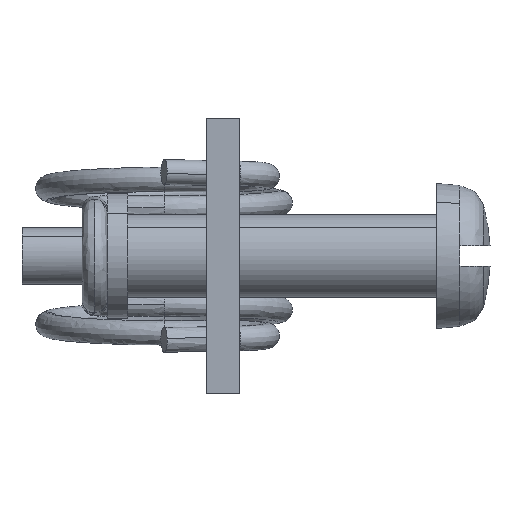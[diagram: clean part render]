
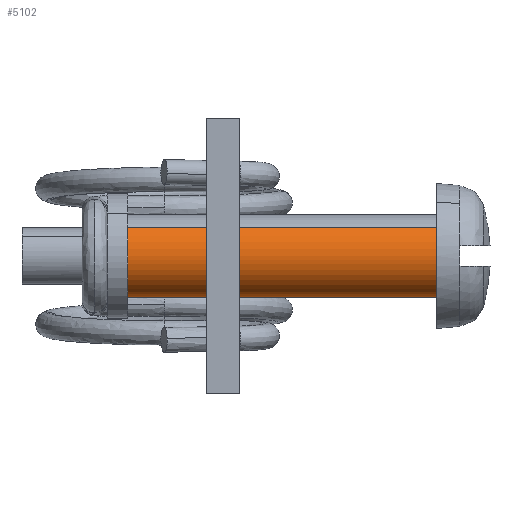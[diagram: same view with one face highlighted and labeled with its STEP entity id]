
A CAD part, top view. The second image highlights one B-rep face of the part: STEP entity #5102.
In plain terms, the highlighted free-form (B-spline) face has degree [2, 1] with [5, 2] control points.
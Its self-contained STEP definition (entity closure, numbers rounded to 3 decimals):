
#4901=CARTESIAN_POINT('',(-14.9,-1.377,-1.451));
#4902=VERTEX_POINT('',#4901);
#4913=CARTESIAN_POINT('',(-14.9,-2.,0.));
#4914=VERTEX_POINT('',#4913);
#4915=CARTESIAN_POINT('',(-14.9,-1.377,-1.451));
#4916=CARTESIAN_POINT('',(-14.9,-1.499,-1.334));
#4917=CARTESIAN_POINT('',(-14.9,-1.666,-1.13));
#4918=CARTESIAN_POINT('',(-14.9,-1.849,-0.785));
#4919=CARTESIAN_POINT('',(-14.9,-1.968,-0.431));
#4920=CARTESIAN_POINT('',(-14.9,-2.,-0.152));
#4921=CARTESIAN_POINT('',(-14.9,-2.,0.));
#4922=B_SPLINE_CURVE_WITH_KNOTS('',3,(#4915,#4916,#4917,#4918,#4919,#4920,#4921),.UNSPECIFIED.,.F.,.U.,(4,1,1,1,4),(0.,0.507,0.786,1.167,1.623),.UNSPECIFIED.);
#4923=EDGE_CURVE('',#4902,#4914,#4922,.T.);
#4925=CARTESIAN_POINT('',(-14.9,0.0,2.0));
#4926=VERTEX_POINT('',#4925);
#4927=CARTESIAN_POINT('',(-14.9,-2.,0.));
#4928=CARTESIAN_POINT('',(-14.9,-2.,0.213));
#4929=CARTESIAN_POINT('',(-14.9,-1.938,0.597));
#4930=CARTESIAN_POINT('',(-14.9,-1.706,1.08));
#4931=CARTESIAN_POINT('',(-14.9,-1.445,1.399));
#4932=CARTESIAN_POINT('',(-14.9,-1.189,1.617));
#4933=CARTESIAN_POINT('',(-14.9,-0.905,1.797));
#4934=CARTESIAN_POINT('',(-14.9,-0.507,1.956));
#4935=CARTESIAN_POINT('',(-14.9,-0.18,2.));
#4936=CARTESIAN_POINT('',(-14.9,0.0,2.0));
#4937=B_SPLINE_CURVE_WITH_KNOTS('',3,(#4927,#4928,#4929,#4930,#4931,#4932,#4933,#4934,#4935,#4936),.UNSPECIFIED.,.F.,.U.,(4,1,1,1,1,1,1,4),(0.,0.638,1.154,1.595,1.865,2.16,2.602,3.142),.UNSPECIFIED.);
#4938=EDGE_CURVE('',#4914,#4926,#4937,.T.);
#4940=CARTESIAN_POINT('',(-14.9,1.377,1.451));
#4941=VERTEX_POINT('',#4940);
#4942=CARTESIAN_POINT('',(-14.9,0.0,2.0));
#4943=CARTESIAN_POINT('',(-14.9,0.127,2.));
#4944=CARTESIAN_POINT('',(-14.9,0.388,1.975));
#4945=CARTESIAN_POINT('',(-14.9,0.7,1.882));
#4946=CARTESIAN_POINT('',(-14.9,1.044,1.72));
#4947=CARTESIAN_POINT('',(-14.9,1.245,1.576));
#4948=CARTESIAN_POINT('',(-14.9,1.377,1.451));
#4949=B_SPLINE_CURVE_WITH_KNOTS('',3,(#4942,#4943,#4944,#4945,#4946,#4947,#4948),.UNSPECIFIED.,.F.,.U.,(4,1,1,1,4),(0.,0.38,0.783,0.973,1.518),.UNSPECIFIED.);
#4950=EDGE_CURVE('',#4926,#4941,#4949,.T.);
#4984=CARTESIAN_POINT('',(0.,1.377,1.451));
#4985=VERTEX_POINT('',#4984);
#4986=CARTESIAN_POINT('',(0.,1.377,1.451));
#4987=CARTESIAN_POINT('',(-14.9,1.377,1.451));
#4988=QUASI_UNIFORM_CURVE('',1,(#4986,#4987),.UNSPECIFIED.,.F.,.U.);
#4989=EDGE_CURVE('',#4985,#4941,#4988,.T.);
#5020=CARTESIAN_POINT('',(0.,-1.377,-1.451));
#5021=VERTEX_POINT('',#5020);
#5031=CARTESIAN_POINT('',(0.,-1.377,-1.451));
#5032=CARTESIAN_POINT('',(-14.9,-1.377,-1.451));
#5033=QUASI_UNIFORM_CURVE('',1,(#5031,#5032),.UNSPECIFIED.,.F.,.U.);
#5034=EDGE_CURVE('',#5021,#4902,#5033,.T.);
#5041=CARTESIAN_POINT('',(0.373,-1.377,-1.451));
#5042=CARTESIAN_POINT('',(0.373,-2.827,-0.074));
#5043=CARTESIAN_POINT('',(0.373,-1.451,1.377));
#5044=CARTESIAN_POINT('',(0.373,-0.074,2.827));
#5045=CARTESIAN_POINT('',(0.373,1.377,1.451));
#5046=CARTESIAN_POINT('',(-15.282,-1.377,-1.451));
#5047=CARTESIAN_POINT('',(-15.282,-2.827,-0.074));
#5048=CARTESIAN_POINT('',(-15.282,-1.451,1.377));
#5049=CARTESIAN_POINT('',(-15.282,-0.074,2.827));
#5050=CARTESIAN_POINT('',(-15.282,1.377,1.451));
#5058=(BOUNDED_SURFACE()B_SPLINE_SURFACE(2,1,((#5041,#5046),(#5042,#5047),(#5043,#5048),(#5044,#5049),(#5045,#5050)),.UNSPECIFIED.,.F.,.F.,.U.)B_SPLINE_SURFACE_WITH_KNOTS((3,2,3),(2,2),(0.0,3.314,6.627),(0.0,15.654),.UNSPECIFIED.)GEOMETRIC_REPRESENTATION_ITEM()RATIONAL_B_SPLINE_SURFACE(((1.0,1.0),(0.707,0.707),(1.0,1.0),(0.707,0.707),(1.0,1.0)))REPRESENTATION_ITEM('')SURFACE());
#5059=ORIENTED_EDGE('',*,*,#4950,.F.);
#5060=ORIENTED_EDGE('',*,*,#4938,.F.);
#5061=ORIENTED_EDGE('',*,*,#4923,.F.);
#5062=ORIENTED_EDGE('',*,*,#5034,.F.);
#5063=CARTESIAN_POINT('',(0.,-2.,0.));
#5064=VERTEX_POINT('',#5063);
#5065=CARTESIAN_POINT('',(0.,-1.377,-1.451));
#5066=CARTESIAN_POINT('',(0.,-1.499,-1.334));
#5067=CARTESIAN_POINT('',(0.,-1.666,-1.13));
#5068=CARTESIAN_POINT('',(0.,-1.849,-0.785));
#5069=CARTESIAN_POINT('',(0.,-1.968,-0.431));
#5070=CARTESIAN_POINT('',(0.,-2.,-0.152));
#5071=CARTESIAN_POINT('',(0.,-2.,0.));
#5072=B_SPLINE_CURVE_WITH_KNOTS('',3,(#5065,#5066,#5067,#5068,#5069,#5070,#5071),.UNSPECIFIED.,.F.,.U.,(4,1,1,1,4),(0.,0.507,0.786,1.167,1.623),.UNSPECIFIED.);
#5073=EDGE_CURVE('',#5021,#5064,#5072,.T.);
#5074=ORIENTED_EDGE('',*,*,#5073,.T.);
#5075=CARTESIAN_POINT('',(0.,0.0,2.0));
#5076=VERTEX_POINT('',#5075);
#5077=CARTESIAN_POINT('',(0.,-2.,0.));
#5078=CARTESIAN_POINT('',(0.,-2.,0.213));
#5079=CARTESIAN_POINT('',(0.,-1.938,0.597));
#5080=CARTESIAN_POINT('',(0.,-1.713,1.066));
#5081=CARTESIAN_POINT('',(0.,-1.446,1.399));
#5082=CARTESIAN_POINT('',(0.,-1.114,1.682));
#5083=CARTESIAN_POINT('',(0.,-0.741,1.876));
#5084=CARTESIAN_POINT('',(0.,-0.344,1.98));
#5085=CARTESIAN_POINT('',(0.,-0.115,2.));
#5086=CARTESIAN_POINT('',(0.,0.0,2.0));
#5087=B_SPLINE_CURVE_WITH_KNOTS('',3,(#5077,#5078,#5079,#5080,#5081,#5082,#5083,#5084,#5085,#5086),.UNSPECIFIED.,.F.,.U.,(4,1,1,1,1,1,1,4),(0.,0.638,1.154,1.546,1.914,2.454,2.798,3.142),.UNSPECIFIED.);
#5088=EDGE_CURVE('',#5064,#5076,#5087,.T.);
#5089=ORIENTED_EDGE('',*,*,#5088,.T.);
#5090=CARTESIAN_POINT('',(0.,0.0,2.0));
#5091=CARTESIAN_POINT('',(0.,0.15,2.));
#5092=CARTESIAN_POINT('',(0.,0.451,1.966));
#5093=CARTESIAN_POINT('',(0.,0.931,1.797));
#5094=CARTESIAN_POINT('',(0.,1.228,1.592));
#5095=CARTESIAN_POINT('',(0.,1.377,1.451));
#5096=B_SPLINE_CURVE_WITH_KNOTS('',3,(#5090,#5091,#5092,#5093,#5094,#5095),.UNSPECIFIED.,.F.,.U.,(4,1,1,4),(0.,0.451,0.902,1.518),.UNSPECIFIED.);
#5097=EDGE_CURVE('',#5076,#4985,#5096,.T.);
#5098=ORIENTED_EDGE('',*,*,#5097,.T.);
#5099=ORIENTED_EDGE('',*,*,#4989,.T.);
#5100=EDGE_LOOP('',(#5059,#5060,#5061,#5062,#5074,#5089,#5098,#5099));
#5101=FACE_OUTER_BOUND('',#5100,.T.);
#5102=ADVANCED_FACE('',(#5101),#5058,.T.);
